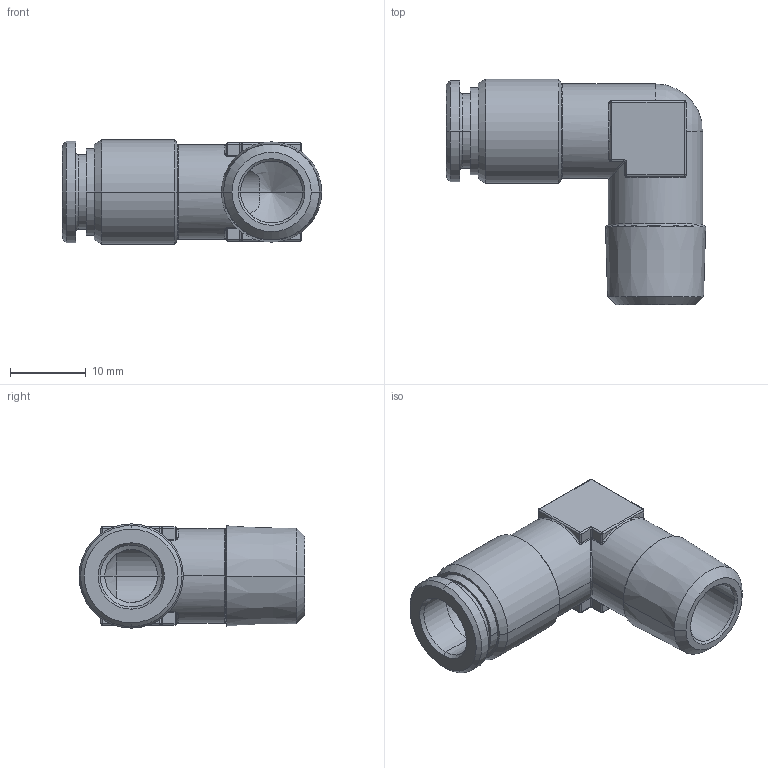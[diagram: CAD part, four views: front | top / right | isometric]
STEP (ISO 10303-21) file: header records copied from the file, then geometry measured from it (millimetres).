
FILE_DESCRIPTION((''),'2;1');
FILE_NAME('mxm.14.08.14',(''),('sopra-pneumatic'),'PRO/ENGINEER BY PARAMETRIC TECHNOLOGY CORPORATION, 2015110','PRO/ENGINEER BY PARAMETRIC TECHNOLOGY CORPORATION, 2015110','');
FILE_SCHEMA(('CONFIG_CONTROL_DESIGN'));
Length unit declared in the file: millimetre
Products named in the file (1): 380867B_950X4-8FF-1-4K
Bounding box: 34.34 x 29.9 x 13.8 mm (x, y, z)
Volume: 4028 mm3; surface area: 3750.2 mm2
Topology: 1 solids, 1 shells, 152 faces, 332 edges, 184 vertices
Faces by surface type: cylinder 52, plane 25, cone 24, torus 22, bspline 16, sphere 13
Entity records: 5257 total; most frequent: CARTESIAN_POINT 1932, DIRECTION 744, ORIENTED_EDGE 658, EDGE_CURVE 329, AXIS2_PLACEMENT_3D 315, VERTEX_POINT 184, CIRCLE 179, EDGE_LOOP 159
